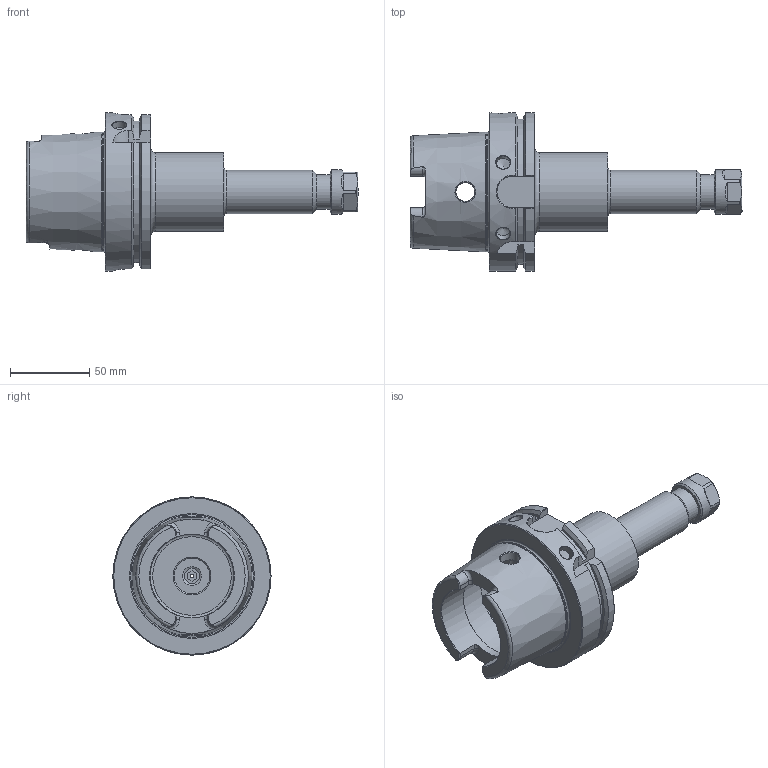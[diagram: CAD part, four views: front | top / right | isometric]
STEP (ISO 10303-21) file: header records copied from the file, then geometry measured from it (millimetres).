
FILE_DESCRIPTION(/* description */ ('ER COLLET CHUCK'),/* implementation_level */ '2;1');
FILE_NAME(/* name */ 'H100-16ERF630.stp',/* time_stamp */ '2017-01-26T14:07:33-05:00',/* author */ ('davhar'),/* organization */ (''),/* preprocessor_version */ 'ST-DEVELOPER v16.1',/* originating_system */ 'Autodesk Inventor 2016',/* authorisation */ '22.7 in^3');
FILE_SCHEMA (('AUTOMOTIVE_DESIGN { 1 0 10303 214 3 1 1 }'));
Length unit declared in the file: inch
Products named in the file (4): H100-16ER6-1; 16ERHN; BS-20; H100-16ERF630
Assembly tree (3 placements, depth 2):
  H100-16ERF630
    H100-16ER6-1
    16ERHN
    BS-20
Bounding box: 210.02 x 100 x 100 mm (x, y, z)
Volume: 377131.6 mm3; surface area: 71189.8 mm2
Topology: 3 solids, 3 shells, 187 faces, 465 edges, 292 vertices
Faces by surface type: plane 69, cylinder 49, cone 36, torus 20, bspline 13
Full cylindrical faces by diameter (mm): 2.286 x1, 9 x2, 9.461 x1, 9.728 x1, 10 x1, 10.973 x1, 11.176 x1, 11.989 x1, 12 x3, 12.4 x1, 20.5 x1, 22 x1, 22.377 x1, 23 x1, 25.016 x1, 27.432 x1, 28 x1, 49.53 x1, 53 x2, 63 x1, 75.364 x1, 100 x1
Entity records: 6543 total; most frequent: CARTESIAN_POINT 2346, DIRECTION 797, ORIENTED_EDGE 784, EDGE_CURVE 392, AXIS2_PLACEMENT_3D 336, VERTEX_POINT 275, EDGE_LOOP 261, FACE_OUTER_BOUND 187
